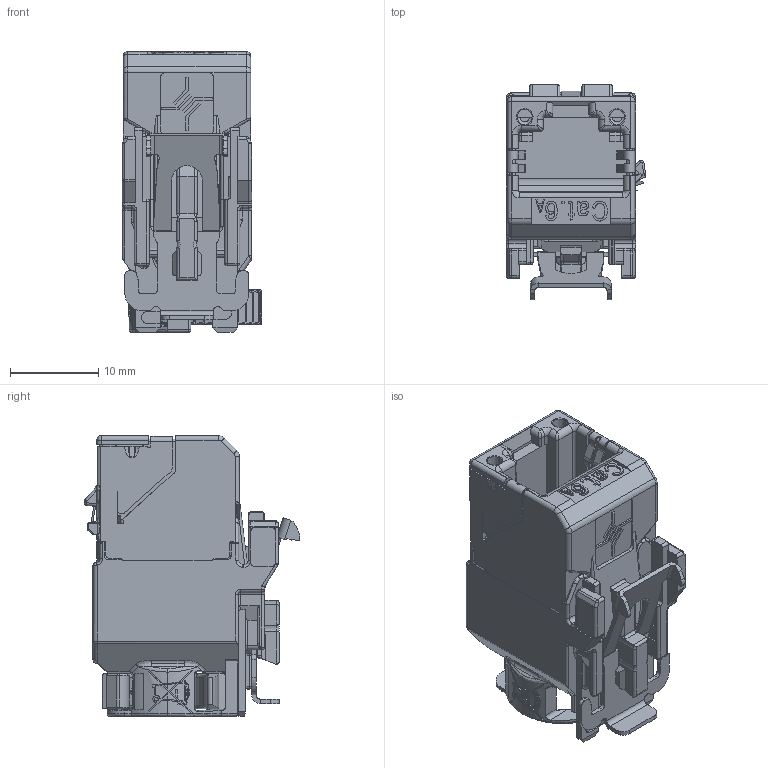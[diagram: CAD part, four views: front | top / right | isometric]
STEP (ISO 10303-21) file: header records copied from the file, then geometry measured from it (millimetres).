
FILE_DESCRIPTION (( 'STEP AP214' ), '1' );
FILE_NAME ('J00029A6000H50.STEP', '2020-01-31T08:53:14', ( '' ), ( '' ), 'SwSTEP 2.0', 'SolidWorks 2018', '' );
FILE_SCHEMA (( 'AUTOMOTIVE_DESIGN' ));
Length unit declared in the file: millimetre
Products named in the file (1): J00029A6000H50
Bounding box: 15.85 x 24.51 x 31.9 mm (x, y, z)
Volume: 5716.8 mm3; surface area: 4755.4 mm2
Topology: 1 solids, 1 shells, 2106 faces, 5525 edges, 3403 vertices
Faces by surface type: plane 996, cylinder 712, bspline 179, torus 126, sphere 77, cone 16
Entity records: 93217 total; most frequent: CARTESIAN_POINT 20761, ORIENTED_EDGE 10908, DIRECTION 9756, EDGE_CURVE 5454, VERTEX_POINT 3401, AXIS2_PLACEMENT_3D 3284, VECTOR 3188, LINE 3188
